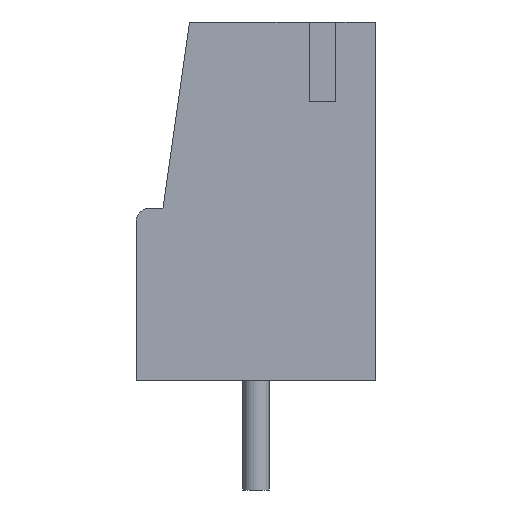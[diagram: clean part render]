
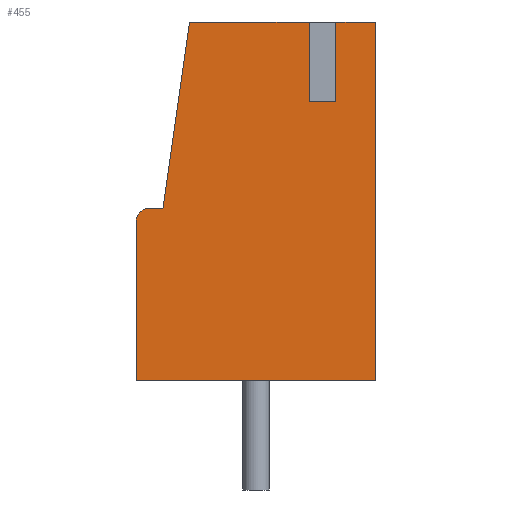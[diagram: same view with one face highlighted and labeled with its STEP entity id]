
A CAD part, front view. The second image highlights one B-rep face of the part: STEP entity #455.
In plain terms, the highlighted planar face has unit normal (0, -1, 0).
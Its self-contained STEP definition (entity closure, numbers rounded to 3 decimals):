
#13=DIRECTION('',(0.,0.,1.));
#14=DIRECTION('',(1.,0.,0.));
#67=VERTEX_POINT('',#68);
#68=CARTESIAN_POINT('',(4.5,-20.,0.));
#71=DIRECTION('',(0.,-1.,0.));
#72=ORIENTED_EDGE('',*,*,#73,.T.);
#73=EDGE_CURVE('',#67,#74,#76,.T.);
#74=VERTEX_POINT('',#75);
#75=CARTESIAN_POINT('',(4.5,-20.,13.5));
#76=LINE('',#68,#77);
#77=VECTOR('',#13,1.);
#88=DIRECTION('',(-1.,0.,0.));
#97=VECTOR('',#14,1.);
#109=VECTOR('',#88,1.);
#302=VERTEX_POINT('',#303);
#303=CARTESIAN_POINT('',(-4.5,-20.,0.));
#304=ORIENTED_EDGE('',*,*,#305,.T.);
#305=EDGE_CURVE('',#302,#67,#306,.T.);
#306=LINE('',#303,#97);
#319=ORIENTED_EDGE('',*,*,#320,.T.);
#320=EDGE_CURVE('',#74,#321,#323,.T.);
#321=VERTEX_POINT('',#322);
#322=CARTESIAN_POINT('',(3.,-20.,13.5));
#323=LINE('',#75,#109);
#337=VERTEX_POINT('',#338);
#338=CARTESIAN_POINT('',(2.,-20.,13.5));
#341=ORIENTED_EDGE('',*,*,#342,.T.);
#342=EDGE_CURVE('',#337,#343,#323,.T.);
#343=VERTEX_POINT('',#344);
#344=CARTESIAN_POINT('',(-2.5,-20.,13.5));
#422=DIRECTION('',(0.,0.,-1.));
#433=VECTOR('',#434,1.);
#434=DIRECTION('',(-0.141,0.,-0.99));
#450=VECTOR('',#422,1.);
#455=ADVANCED_FACE('',(#456),#494,.T.);
#456=FACE_BOUND('',#457,.T.);
#457=EDGE_LOOP('',(#304,#72,#319,#458,#464,#470,#341,#474,#479,#484,#491));
#458=ORIENTED_EDGE('',*,*,#459,.F.);
#459=EDGE_CURVE('',#460,#321,#462,.T.);
#460=VERTEX_POINT('',#461);
#461=CARTESIAN_POINT('',(3.,-20.,10.5));
#462=LINE('',#463,#77);
#463=CARTESIAN_POINT('',(3.,-20.,8.471));
#464=ORIENTED_EDGE('',*,*,#465,.T.);
#465=EDGE_CURVE('',#460,#466,#468,.T.);
#466=VERTEX_POINT('',#467);
#467=CARTESIAN_POINT('',(2.,-20.,10.5));
#468=LINE('',#469,#109);
#469=CARTESIAN_POINT('',(1.163,-20.,10.5));
#470=ORIENTED_EDGE('',*,*,#471,.T.);
#471=EDGE_CURVE('',#466,#337,#472,.T.);
#472=LINE('',#473,#77);
#473=CARTESIAN_POINT('',(2.,-20.,8.471));
#474=ORIENTED_EDGE('',*,*,#475,.T.);
#475=EDGE_CURVE('',#343,#476,#478,.T.);
#476=VERTEX_POINT('',#477);
#477=CARTESIAN_POINT('',(-3.5,-20.,6.5));
#478=LINE('',#344,#433);
#479=ORIENTED_EDGE('',*,*,#480,.T.);
#480=EDGE_CURVE('',#476,#481,#483,.T.);
#481=VERTEX_POINT('',#482);
#482=CARTESIAN_POINT('',(-4.,-20.,6.5));
#483=LINE('',#477,#109);
#484=ORIENTED_EDGE('',*,*,#485,.T.);
#485=EDGE_CURVE('',#481,#486,#488,.T.);
#486=VERTEX_POINT('',#487);
#487=CARTESIAN_POINT('',(-4.5,-20.,6.));
#488=ELLIPSE('',#489,0.5,0.5);
#489=AXIS2_PLACEMENT_3D('',#490,#71,#14);
#490=CARTESIAN_POINT('',(-4.,-20.,6.));
#491=ORIENTED_EDGE('',*,*,#492,.T.);
#492=EDGE_CURVE('',#486,#302,#493,.T.);
#493=LINE('',#487,#450);
#494=PLANE('',#495);
#495=AXIS2_PLACEMENT_3D('',#496,#71,#422);
#496=CARTESIAN_POINT('',(0.326,-20.,6.442));
